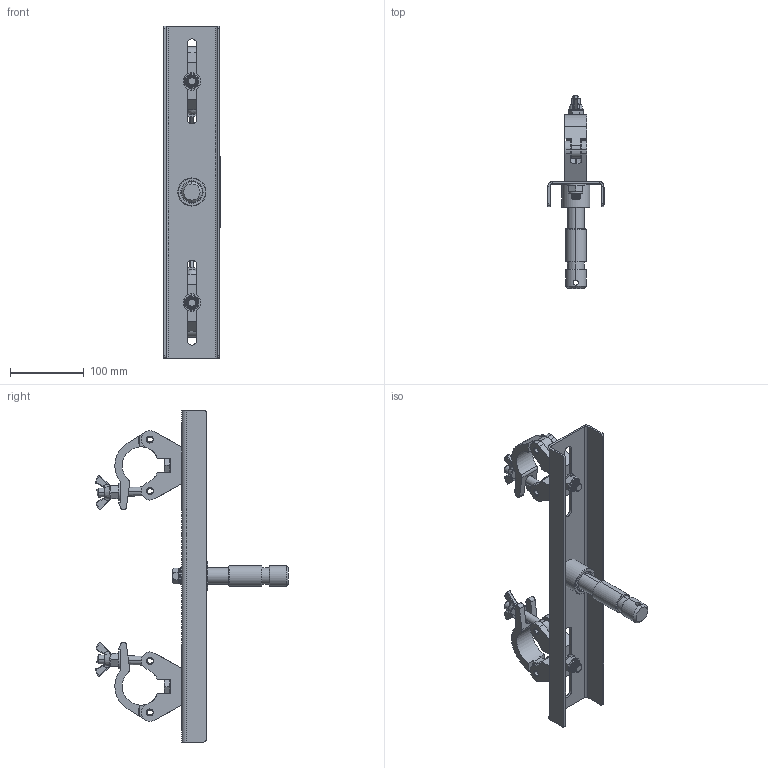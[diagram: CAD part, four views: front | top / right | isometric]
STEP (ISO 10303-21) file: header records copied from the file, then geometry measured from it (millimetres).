
FILE_DESCRIPTION (( 'STEP AP203' ), '1' );
FILE_NAME ('T57211.STEP', '2018-08-02T14:53:57', ( '' ), ( '' ), 'SwSTEP 2.0', 'SolidWorks 2016', '' );
FILE_SCHEMA (( 'CONFIG_CONTROL_DESIGN' ));
Length unit declared in the file: millimetre
Products named in the file (23): TH2001_TH2001 - 30MM WIDE; TH157_NO ENGRAVING; TH711; T74710_USED IN T57210; T57001_T57001 T PLATE; TH2259; Hex Bolt_ISO 4016 - M12 x 45 x 45-WS; TH156_TH650; T57211; T78000; F883_DIN 315-M12-GT-C-N; B Washer_Bright washer BS 4320 - M12 (Form B); T57211_LABEL; F791; Hex Bolt_ISO 4016 - M12 x 40 x 40-WS; TH566; TH2000_TH2000 - 30MM WIDE; Single Coil Rectangular Section Spring Washer_Doughty Fastners_Rectangular section spring washer BS 4464 - 12 (Type B); TH2256; A Washer_Bright washer BS 4320 - M12 (Form A); TH707; Hex Nut Style 1 GradeAB_Doughty Fastners_Hexagon Nut ISO - 4032 - M12 - D - S; SW3dPS-nyloc nut, st stl a2 iso_M12 NYLOC
Assembly tree (28 placements, depth 4):
  T57211
    TH707
      TH2256
      TH2259
    T57001_T57001 T PLATE  x2
      TH156_TH650
        TH2000_TH2000 - 30MM WIDE
      TH157_NO ENGRAVING
        TH2001_TH2001 - 30MM WIDE
      T78000
        TH566
        A Washer_Bright washer BS 4320 - M12 (Form A)
        Hex Nut Style 1 GradeAB_Doughty Fastners_Hexagon Nut ISO - 4032 - M12 - D - S
        F883_DIN 315-M12-GT-C-N
      F791
    Hex Bolt_ISO 4016 - M12 x 40 x 40-WS  x2
    B Washer_Bright washer BS 4320 - M12 (Form B)  x2
    SW3dPS-nyloc nut, st stl a2 iso_M12 NYLOC  x2
    T57211_LABEL
    T74710_USED IN T57210
      TH711
      Hex Bolt_ISO 4016 - M12 x 45 x 45-WS
      B Washer_Bright washer BS 4320 - M12 (Form B)
      Single Coil Rectangular Section Spring Washer_Doughty Fastners_Rectangular section spring washer BS 4464 - 12 (Type B)
Bounding box: 76.3 x 261.37 x 450 mm (x, y, z)
Volume: 522552.6 mm3; surface area: 240328.6 mm2
Topology: 29 solids, 29 shells, 2134 faces, 5398 edges, 3413 vertices
Faces by surface type: plane 831, cone 472, cylinder 419, bspline 362, torus 28, sphere 22
Entity records: 71845 total; most frequent: CARTESIAN_POINT 30687, ORIENTED_EDGE 8466, DIRECTION 7169, EDGE_CURVE 4233, VERTEX_POINT 2719, LINE 2523, VECTOR 2523, AXIS2_PLACEMENT_3D 2323
